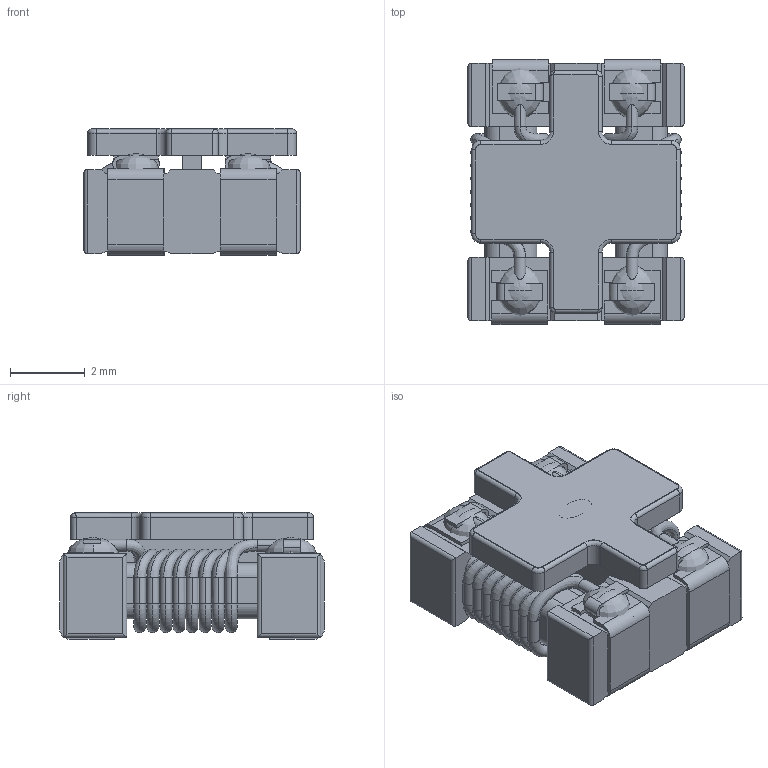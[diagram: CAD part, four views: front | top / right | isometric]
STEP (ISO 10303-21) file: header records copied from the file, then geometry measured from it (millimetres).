
FILE_DESCRIPTION (( 'STEP AP214' ), '1' );
FILE_NAME ('SRF7035A-301Y.STEP', '2024-06-16T06:19:34', ( '' ), ( '' ), 'SwSTEP 2.0', 'SolidWorks 2023', '' );
FILE_SCHEMA (( 'AUTOMOTIVE_DESIGN' ));
Length unit declared in the file: inch
Products named in the file (4): AQF  7035 CORE; AQF7035 CASE; SRF7035A-301Y; AQF7035 CLIP
Assembly tree (6 placements, depth 2):
  SRF7035A-301Y
    AQF  7035 CORE
    AQF7035 CLIP  x4
    AQF7035 CASE
Bounding box: 5.8 x 7.1 x 3.4 mm (x, y, z)
Volume: 85.8 mm3; surface area: 384.6 mm2
Topology: 6 solids, 10 shells, 537 faces, 1323 edges, 789 vertices
Faces by surface type: cylinder 210, plane 175, torus 102, bspline 50
Entity records: 26079 total; most frequent: CARTESIAN_POINT 9950, DIRECTION 2167, ORIENTED_EDGE 2146, EDGE_CURVE 1073, AXIS2_PLACEMENT_3D 854, VERTEX_POINT 633, EDGE_LOOP 474, LINE 459
